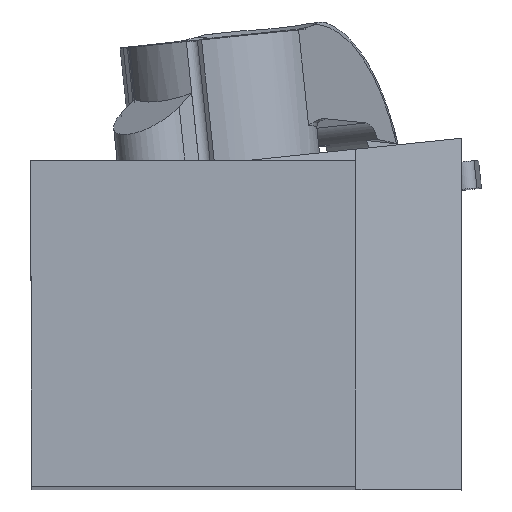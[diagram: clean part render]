
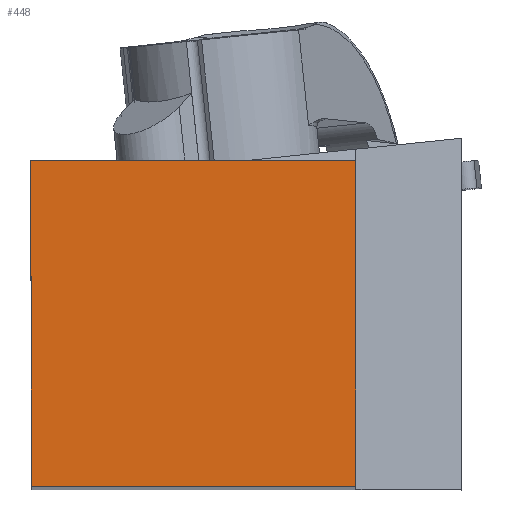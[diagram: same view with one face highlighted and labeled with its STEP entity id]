
A CAD part, top view. The second image highlights one B-rep face of the part: STEP entity #448.
In plain terms, the highlighted planar face has unit normal (0, 0, 1).
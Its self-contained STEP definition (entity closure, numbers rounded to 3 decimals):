
#160=PLANE('',#1418);
#263=LINE('',#2451,#361);
#270=LINE('',#2464,#368);
#272=LINE('',#2467,#370);
#278=LINE('',#2478,#376);
#361=VECTOR('',#1668,1.);
#368=VECTOR('',#1677,1.);
#370=VECTOR('',#1681,1.);
#376=VECTOR('',#1693,1.);
#448=ADVANCED_FACE('',(#519),#160,.F.);
#519=FACE_OUTER_BOUND('',#588,.T.);
#588=EDGE_LOOP('',(#928,#929,#930,#931));
#928=ORIENTED_EDGE('',*,*,#1264,.F.);
#929=ORIENTED_EDGE('',*,*,#1258,.F.);
#930=ORIENTED_EDGE('',*,*,#1249,.T.);
#931=ORIENTED_EDGE('',*,*,#1256,.T.);
#1089=VERTEX_POINT('',#2450);
#1090=VERTEX_POINT('',#2452);
#1094=VERTEX_POINT('',#2463);
#1095=VERTEX_POINT('',#2468);
#1249=EDGE_CURVE('',#1090,#1089,#263,.T.);
#1256=EDGE_CURVE('',#1089,#1094,#270,.T.);
#1258=EDGE_CURVE('',#1090,#1095,#272,.T.);
#1264=EDGE_CURVE('',#1095,#1094,#278,.T.);
#1418=AXIS2_PLACEMENT_3D('',#2484,#1701,#1702);
#1668=DIRECTION('',(0.004,-1.,0.));
#1677=DIRECTION('',(1.,0.,0.));
#1681=DIRECTION('',(1.,0.,0.));
#1693=DIRECTION('',(0.,-1.,0.));
#1701=DIRECTION('',(0.,0.,-1.));
#1702=DIRECTION('',(0.995,0.105,0.));
#2450=CARTESIAN_POINT('',(0.052,0.,0.));
#2451=CARTESIAN_POINT('',(0.498,-102.344,0.));
#2452=CARTESIAN_POINT('',(0.,11.875,0.));
#2463=CARTESIAN_POINT('',(11.875,0.,0.));
#2464=CARTESIAN_POINT('',(18.491,0.,0.));
#2467=CARTESIAN_POINT('',(18.491,11.875,0.));
#2468=CARTESIAN_POINT('',(11.875,11.875,0.));
#2478=CARTESIAN_POINT('',(11.875,-6.094,0.));
#2484=CARTESIAN_POINT('',(0.,0.,
0.));
